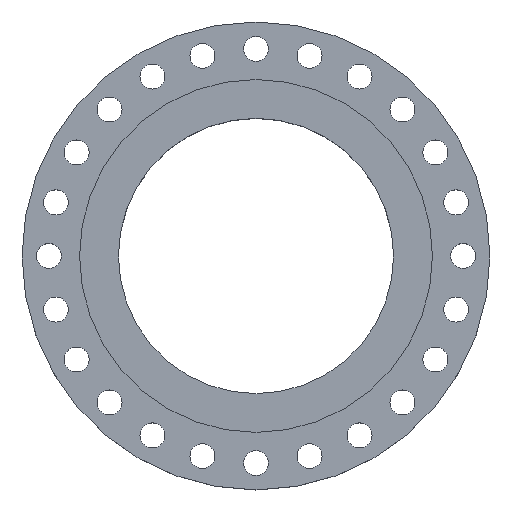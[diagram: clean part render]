
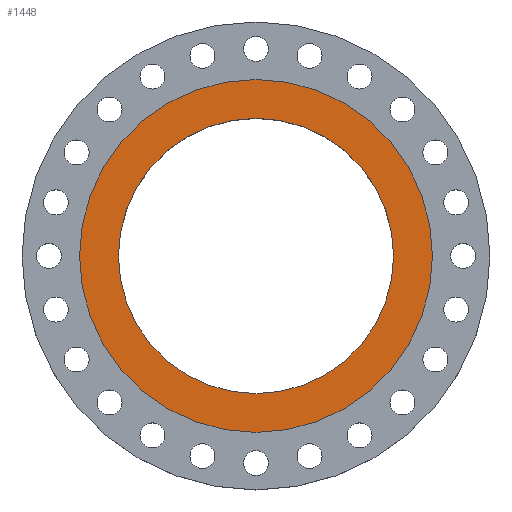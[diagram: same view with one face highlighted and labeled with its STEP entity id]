
A CAD part, top view. The second image highlights one B-rep face of the part: STEP entity #1448.
In plain terms, the highlighted planar face has unit normal (0, 0, 1).
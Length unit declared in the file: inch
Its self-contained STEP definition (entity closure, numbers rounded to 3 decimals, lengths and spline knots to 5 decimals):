
#36 = ORIENTED_EDGE ( 'NONE', *, *, #1012, .T. ) ;
#49 = VERTEX_POINT ( 'NONE', #1799 ) ;
#116 = AXIS2_PLACEMENT_3D ( 'NONE', #2072, #1539, #382 ) ;
#146 = CIRCLE ( 'NONE', #289, 8.96875 ) ;
#174 = VERTEX_POINT ( 'NONE', #524 ) ;
#289 = AXIS2_PLACEMENT_3D ( 'NONE', #2070, #436, #1178 ) ;
#382 = DIRECTION ( 'NONE',  ( -1., 0., 0. ) ) ;
#426 = CARTESIAN_POINT ( 'NONE',  ( -8.96875, 0., 0. ) ) ;
#428 = DIRECTION ( 'NONE',  ( 0., 0., 1. ) ) ;
#436 = DIRECTION ( 'NONE',  ( 0., 0., 1. ) ) ;
#524 = CARTESIAN_POINT ( 'NONE',  ( 8.96875, 0., 0. ) ) ;
#584 = DIRECTION ( 'NONE',  ( 1., 0., 0. ) ) ;
#603 = DIRECTION ( 'NONE',  ( 0., 0., 1. ) ) ;
#686 = ORIENTED_EDGE ( 'NONE', *, *, #689, .F. ) ;
#689 = EDGE_CURVE ( 'NONE', #174, #2200, #146, .T. ) ;
#783 = ORIENTED_EDGE ( 'NONE', *, *, #1147, .F. ) ;
#871 = VERTEX_POINT ( 'NONE', #1835 ) ;
#961 = FACE_OUTER_BOUND ( 'NONE', #1163, .T. ) ;
#1012 = EDGE_CURVE ( 'NONE', #49, #871, #1664, .T. ) ;
#1052 = EDGE_LOOP ( 'NONE', ( #686, #783 ) ) ;
#1084 = CIRCLE ( 'NONE', #1546, 11.5 ) ;
#1088 = ORIENTED_EDGE ( 'NONE', *, *, #1332, .T. ) ;
#1147 = EDGE_CURVE ( 'NONE', #2200, #174, #1790, .T. ) ;
#1163 = EDGE_LOOP ( 'NONE', ( #36, #1088 ) ) ;
#1178 = DIRECTION ( 'NONE',  ( 1., 0., 0. ) ) ;
#1200 = DIRECTION ( 'NONE',  ( 1., 0., 0. ) ) ;
#1332 = EDGE_CURVE ( 'NONE', #871, #49, #1084, .T. ) ;
#1351 = FACE_BOUND ( 'NONE', #1052, .T. ) ;
#1448 = ADVANCED_FACE ( 'NONE', ( #1351, #961 ), #1703, .F. ) ;
#1539 = DIRECTION ( 'NONE',  ( 0., 0., -1. ) ) ;
#1546 = AXIS2_PLACEMENT_3D ( 'NONE', #1870, #428, #584 ) ;
#1553 = CARTESIAN_POINT ( 'NONE',  ( 0., 0., 0. ) ) ;
#1664 = CIRCLE ( 'NONE', #1964, 11.5 ) ;
#1703 = PLANE ( 'NONE',  #116 ) ;
#1754 = CARTESIAN_POINT ( 'NONE',  ( 0., 0., 0. ) ) ;
#1790 = CIRCLE ( 'NONE', #2032, 8.96875 ) ;
#1799 = CARTESIAN_POINT ( 'NONE',  ( 11.5, 0., 0. ) ) ;
#1835 = CARTESIAN_POINT ( 'NONE',  ( -11.5, 0., 0. ) ) ;
#1870 = CARTESIAN_POINT ( 'NONE',  ( 0., 0., 0. ) ) ;
#1964 = AXIS2_PLACEMENT_3D ( 'NONE', #1553, #603, #2272 ) ;
#2032 = AXIS2_PLACEMENT_3D ( 'NONE', #1754, #2126, #1200 ) ;
#2070 = CARTESIAN_POINT ( 'NONE',  ( 0., 0., 0. ) ) ;
#2072 = CARTESIAN_POINT ( 'NONE',  ( 0., 8.96875, 0. ) ) ;
#2126 = DIRECTION ( 'NONE',  ( 0., 0., 1. ) ) ;
#2200 = VERTEX_POINT ( 'NONE', #426 ) ;
#2272 = DIRECTION ( 'NONE',  ( 1., 0., 0. ) ) ;
